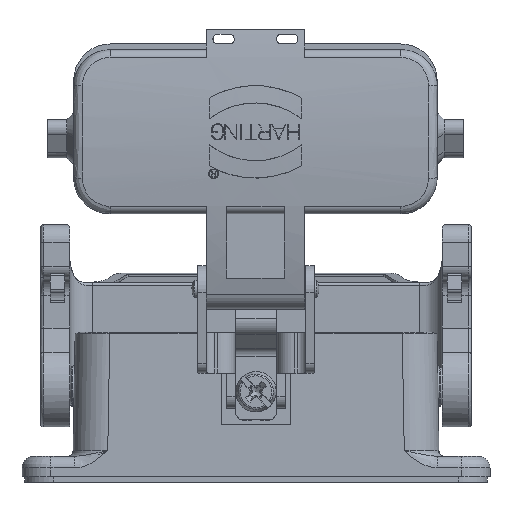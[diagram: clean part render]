
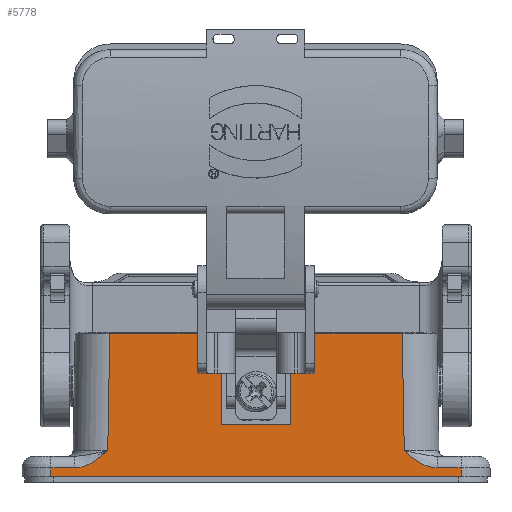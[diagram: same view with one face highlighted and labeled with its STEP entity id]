
A CAD part, front view. The second image highlights one B-rep face of the part: STEP entity #5778.
In plain terms, the highlighted planar face has unit normal (0, -1, 0.016).
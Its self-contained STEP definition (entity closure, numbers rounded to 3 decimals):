
#4717=B_SPLINE_CURVE_WITH_KNOTS('',3,(#33988,#33989,#33990,#33991,#33992,
#33993),.UNSPECIFIED.,.F.,.F.,(4,2,4),(0.,0.5,1.),.UNSPECIFIED.);
#4718=B_SPLINE_CURVE_WITH_KNOTS('',3,(#34002,#34003,#34004,#34005,#34006,
#34007),.UNSPECIFIED.,.F.,.F.,(4,2,4),(0.,0.5,1.),.UNSPECIFIED.);
#5778=ADVANCED_FACE('',(#7162),#6450,.F.);
#6450=PLANE('',#21908);
#7162=FACE_OUTER_BOUND('',#8081,.T.);
#8081=EDGE_LOOP('',(#11523,#11524,#11525,#11526,#11527,#11528,#11529,#11530,
#11531,#11532,#11533,#11534,#11535,#11536));
#11523=ORIENTED_EDGE('',*,*,#16406,.T.);
#11524=ORIENTED_EDGE('',*,*,#16407,.T.);
#11525=ORIENTED_EDGE('',*,*,#16408,.F.);
#11526=ORIENTED_EDGE('',*,*,#16409,.T.);
#11527=ORIENTED_EDGE('',*,*,#16410,.T.);
#11528=ORIENTED_EDGE('',*,*,#16411,.T.);
#11529=ORIENTED_EDGE('',*,*,#16412,.T.);
#11530=ORIENTED_EDGE('',*,*,#16213,.F.);
#11531=ORIENTED_EDGE('',*,*,#16413,.T.);
#11532=ORIENTED_EDGE('',*,*,#16414,.T.);
#11533=ORIENTED_EDGE('',*,*,#16415,.T.);
#11534=ORIENTED_EDGE('',*,*,#16416,.T.);
#11535=ORIENTED_EDGE('',*,*,#16417,.F.);
#11536=ORIENTED_EDGE('',*,*,#16418,.F.);
#14162=VERTEX_POINT('',#33258);
#14163=VERTEX_POINT('',#33260);
#14336=VERTEX_POINT('',#33892);
#14339=VERTEX_POINT('',#33980);
#14340=VERTEX_POINT('',#33981);
#14341=VERTEX_POINT('',#33983);
#14342=VERTEX_POINT('',#33985);
#14343=VERTEX_POINT('',#33987);
#14344=VERTEX_POINT('',#33994);
#14345=VERTEX_POINT('',#33996);
#14346=VERTEX_POINT('',#33999);
#14347=VERTEX_POINT('',#34001);
#14348=VERTEX_POINT('',#34009);
#14349=VERTEX_POINT('',#34011);
#16213=EDGE_CURVE('',#14162,#14163,#17931,.T.);
#16406=EDGE_CURVE('',#14339,#14340,#18054,.T.);
#16407=EDGE_CURVE('',#14340,#14341,#18055,.T.);
#16408=EDGE_CURVE('',#14342,#14341,#18056,.T.);
#16409=EDGE_CURVE('',#14342,#14343,#18057,.T.);
#16410=EDGE_CURVE('',#14343,#14344,#4717,.T.);
#16411=EDGE_CURVE('',#14344,#14345,#18058,.T.);
#16412=EDGE_CURVE('',#14345,#14163,#18059,.T.);
#16413=EDGE_CURVE('',#14162,#14346,#18060,.T.);
#16414=EDGE_CURVE('',#14346,#14347,#18061,.T.);
#16415=EDGE_CURVE('',#14347,#14336,#4718,.T.);
#16416=EDGE_CURVE('',#14336,#14348,#18062,.T.);
#16417=EDGE_CURVE('',#14349,#14348,#18063,.T.);
#16418=EDGE_CURVE('',#14339,#14349,#18064,.T.);
#17931=LINE('',#33259,#19175);
#18054=LINE('',#33979,#19298);
#18055=LINE('',#33982,#19299);
#18056=LINE('',#33984,#19300);
#18057=LINE('',#33986,#19301);
#18058=LINE('',#33995,#19302);
#18059=LINE('',#33997,#19303);
#18060=LINE('',#33998,#19304);
#18061=LINE('',#34000,#19305);
#18062=LINE('',#34008,#19306);
#18063=LINE('',#34010,#19307);
#18064=LINE('',#34012,#19308);
#19175=VECTOR('',#24923,1.);
#19298=VECTOR('',#25172,1.);
#19299=VECTOR('',#25173,1.);
#19300=VECTOR('',#25174,1.);
#19301=VECTOR('',#25175,1.);
#19302=VECTOR('',#25176,1.);
#19303=VECTOR('',#25177,1.);
#19304=VECTOR('',#25178,1.);
#19305=VECTOR('',#25179,1.);
#19306=VECTOR('',#25180,1.);
#19307=VECTOR('',#25181,1.);
#19308=VECTOR('',#25182,1.);
#21908=AXIS2_PLACEMENT_3D('',#34013,#25183,#25184);
#24923=DIRECTION('',(-1.,0.,0.));
#25172=DIRECTION('',(-1.,0.,0.));
#25173=DIRECTION('',(0.009,0.016,1.));
#25174=DIRECTION('',(1.,0.,0.));
#25175=DIRECTION('',(-0.017,-0.016,-1.));
#25176=DIRECTION('',(-1.,0.,0.));
#25177=DIRECTION('',(0.,-0.016,-1.));
#25178=DIRECTION('',(0.,0.016,1.));
#25179=DIRECTION('',(-1.,0.,0.));
#25180=DIRECTION('',(-0.017,0.016,1.));
#25181=DIRECTION('',(1.,0.,0.));
#25182=DIRECTION('',(-0.009,0.016,1.));
#25183=DIRECTION('',(0.,1.,-0.016));
#25184=DIRECTION('',(0.,0.016,1.));
#33258=CARTESIAN_POINT('',(35.5,-14.75,-15.85));
#33259=CARTESIAN_POINT('',(31.3,-14.75,-15.85));
#33260=CARTESIAN_POINT('',(-35.5,-14.75,-15.85));
#33892=CARTESIAN_POINT('',(25.659,-14.678,-11.366));
#33979=CARTESIAN_POINT('',(6.,-14.606,-6.85));
#33980=CARTESIAN_POINT('',(6.,-14.606,-6.85));
#33981=CARTESIAN_POINT('',(-6.,-14.606,-6.85));
#33982=CARTESIAN_POINT('',(-6.,-14.606,-6.86));
#33983=CARTESIAN_POINT('',(-5.862,-14.353,8.949));
#33984=CARTESIAN_POINT('',(31.3,-14.353,8.949));
#33985=CARTESIAN_POINT('',(-25.304,-14.353,8.949));
#33986=CARTESIAN_POINT('',(-25.678,-14.696,-12.455));
#33987=CARTESIAN_POINT('',(-25.659,-14.678,-11.366));
#33988=CARTESIAN_POINT('',(-25.659,-14.678,-11.366));
#33989=CARTESIAN_POINT('',(-26.486,-14.69,-12.082));
#33990=CARTESIAN_POINT('',(-27.331,-14.701,-12.805));
#33991=CARTESIAN_POINT('',(-29.208,-14.719,-13.918));
#33992=CARTESIAN_POINT('',(-30.263,-14.725,-14.318));
#33993=CARTESIAN_POINT('',(-31.37,-14.725,-14.318));
#33994=CARTESIAN_POINT('',(-31.37,-14.725,-14.318));
#33995=CARTESIAN_POINT('',(-31.3,-14.725,-14.318));
#33996=CARTESIAN_POINT('',(-35.5,-14.725,-14.318));
#33997=CARTESIAN_POINT('',(-35.5,-14.75,-15.85));
#33998=CARTESIAN_POINT('',(35.5,-14.35,9.15));
#33999=CARTESIAN_POINT('',(35.5,-14.725,-14.318));
#34000=CARTESIAN_POINT('',(25.676,-14.725,-14.318));
#34001=CARTESIAN_POINT('',(31.37,-14.725,-14.318));
#34002=CARTESIAN_POINT('',(31.37,-14.725,-14.318));
#34003=CARTESIAN_POINT('',(30.263,-14.725,-14.318));
#34004=CARTESIAN_POINT('',(29.208,-14.719,-13.918));
#34005=CARTESIAN_POINT('',(27.331,-14.701,-12.805));
#34006=CARTESIAN_POINT('',(26.486,-14.69,-12.082));
#34007=CARTESIAN_POINT('',(25.659,-14.678,-11.366));
#34008=CARTESIAN_POINT('',(25.303,-14.352,9.045));
#34009=CARTESIAN_POINT('',(25.304,-14.353,8.949));
#34010=CARTESIAN_POINT('',(31.3,-14.353,8.949));
#34011=CARTESIAN_POINT('',(5.862,-14.353,8.949));
#34012=CARTESIAN_POINT('',(6.,-14.606,-6.86));
#34013=CARTESIAN_POINT('',(31.3,-14.35,9.15));
